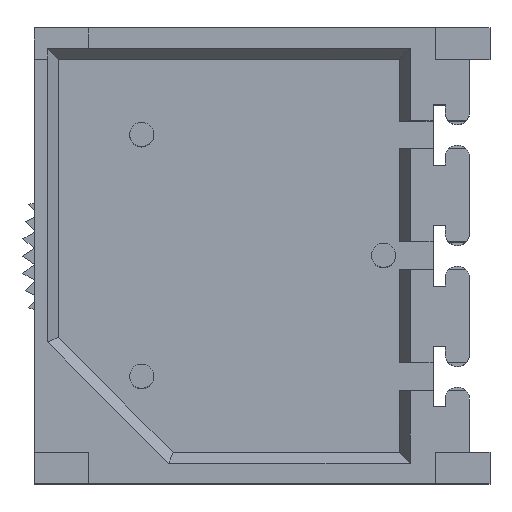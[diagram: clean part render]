
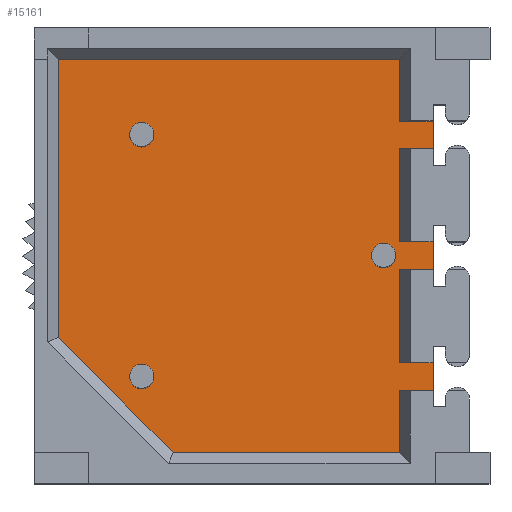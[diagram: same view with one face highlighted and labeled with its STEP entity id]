
A CAD part, top view. The second image highlights one B-rep face of the part: STEP entity #15161.
In plain terms, the highlighted planar face has unit normal (0, 0, 1).
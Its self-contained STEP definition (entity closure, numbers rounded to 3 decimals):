
#32 = FACE_OUTER_BOUND ( 'NONE', #39859, .T. ) ;
#551 = CARTESIAN_POINT ( 'NONE',  ( 3.734, 4.128, 4.176 ) ) ;
#587 = LINE ( 'NONE', #22803, #10891 ) ;
#1928 = VECTOR ( 'NONE', #32076, 1000. ) ;
#2014 = DIRECTION ( 'NONE',  ( 0., -1., 0. ) ) ;
#2152 = ORIENTED_EDGE ( 'NONE', *, *, #14994, .F. ) ;
#2250 = CARTESIAN_POINT ( 'NONE',  ( 3.734, 4.128, 4.176 ) ) ;
#2984 = VECTOR ( 'NONE', #11653, 1000. ) ;
#3217 = VECTOR ( 'NONE', #13216, 1000. ) ;
#4195 = VERTEX_POINT ( 'NONE', #30569 ) ;
#4226 = ORIENTED_EDGE ( 'NONE', *, *, #22076, .F. ) ;
#4353 = DIRECTION ( 'NONE',  ( 0., 1., 0. ) ) ;
#5077 = CARTESIAN_POINT ( 'NONE',  ( 5.207, -0.292, 4.176 ) ) ;
#5103 = ORIENTED_EDGE ( 'NONE', *, *, #27505, .F. ) ;
#5111 = LINE ( 'NONE', #30412, #24637 ) ;
#5346 = EDGE_CURVE ( 'NONE', #15143, #13453, #38057, .T. ) ;
#5466 = ORIENTED_EDGE ( 'NONE', *, *, #24390, .T. ) ;
#5894 = ORIENTED_EDGE ( 'NONE', *, *, #20472, .F. ) ;
#6207 = LINE ( 'NONE', #18891, #1928 ) ;
#6315 = EDGE_CURVE ( 'NONE', #34012, #13410, #5111, .T. ) ;
#6777 = LINE ( 'NONE', #26037, #3217 ) ;
#6927 = ORIENTED_EDGE ( 'NONE', *, *, #37791, .T. ) ;
#7412 = DIRECTION ( 'NONE',  ( -1., 0., 0. ) ) ;
#8100 = CARTESIAN_POINT ( 'NONE',  ( 4.445, 0.635, 4.176 ) ) ;
#8376 = VERTEX_POINT ( 'NONE', #24788 ) ;
#8821 = LINE ( 'NONE', #5077, #26381 ) ;
#9191 = ORIENTED_EDGE ( 'NONE', *, *, #5346, .F. ) ;
#9198 = DIRECTION ( 'NONE',  ( -1., 0., 0. ) ) ;
#9304 = LINE ( 'NONE', #2250, #16735 ) ;
#9503 = CARTESIAN_POINT ( 'NONE',  ( -3.429, 4.128, 4.176 ) ) ;
#9640 = EDGE_CURVE ( 'NONE', #26931, #36464, #6207, .T. ) ;
#9755 = VERTEX_POINT ( 'NONE', #35568 ) ;
#10220 = LINE ( 'NONE', #22908, #17731 ) ;
#10255 = ORIENTED_EDGE ( 'NONE', *, *, #29414, .F. ) ;
#10411 = EDGE_CURVE ( 'NONE', #40461, #9755, #8821, .T. ) ;
#10891 = VECTOR ( 'NONE', #22376, 1000. ) ;
#11653 = DIRECTION ( 'NONE',  ( -1., 0., 0. ) ) ;
#11872 = LINE ( 'NONE', #24540, #39844 ) ;
#13216 = DIRECTION ( 'NONE',  ( 0., 1., 0. ) ) ;
#13410 = VERTEX_POINT ( 'NONE', #33150 ) ;
#13453 = VERTEX_POINT ( 'NONE', #32345 ) ;
#13648 = VECTOR ( 'NONE', #17239, 1000. ) ;
#14830 = CARTESIAN_POINT ( 'NONE',  ( 4.445, -2.248, 4.176 ) ) ;
#14994 = EDGE_CURVE ( 'NONE', #36464, #23168, #30720, .T. ) ;
#15025 = LINE ( 'NONE', #27619, #31467 ) ;
#15143 = VERTEX_POINT ( 'NONE', #34404 ) ;
#15161 = ADVANCED_FACE ( 'NONE', ( #32 ), #40819, .F. ) ;
#15638 = AXIS2_PLACEMENT_3D ( 'NONE', #32728, #32123, #39358 ) ;
#15653 = CARTESIAN_POINT ( 'NONE',  ( 4.445, 2.832, 4.176 ) ) ;
#16735 = VECTOR ( 'NONE', #33728, 1000. ) ;
#16823 = LINE ( 'NONE', #23219, #13648 ) ;
#16944 = VECTOR ( 'NONE', #37660, 1000. ) ;
#17238 = LINE ( 'NONE', #26701, #35670 ) ;
#17239 = DIRECTION ( 'NONE',  ( 1., 0., 0. ) ) ;
#17731 = VECTOR ( 'NONE', #39206, 1000. ) ;
#17785 = ORIENTED_EDGE ( 'NONE', *, *, #25772, .F. ) ;
#18273 = EDGE_CURVE ( 'NONE', #13453, #22927, #23992, .T. ) ;
#18532 = VECTOR ( 'NONE', #7412, 1000. ) ;
#18868 = CARTESIAN_POINT ( 'NONE',  ( 4.445, 1.905, 4.176 ) ) ;
#18891 = CARTESIAN_POINT ( 'NONE',  ( 3.734, -4.128, 4.176 ) ) ;
#19441 = EDGE_CURVE ( 'NONE', #15143, #13410, #34019, .T. ) ;
#20472 = EDGE_CURVE ( 'NONE', #22927, #8376, #9304, .T. ) ;
#20704 = ORIENTED_EDGE ( 'NONE', *, *, #35419, .F. ) ;
#21475 = ORIENTED_EDGE ( 'NONE', *, *, #9640, .F. ) ;
#21642 = CARTESIAN_POINT ( 'NONE',  ( -0.787, -4.128, 4.176 ) ) ;
#22076 = EDGE_CURVE ( 'NONE', #25068, #34012, #17238, .T. ) ;
#22376 = DIRECTION ( 'NONE',  ( -1., 0., 0. ) ) ;
#22803 = CARTESIAN_POINT ( 'NONE',  ( 4.445, -2.832, 4.176 ) ) ;
#22908 = CARTESIAN_POINT ( 'NONE',  ( -3.429, 4.128, 4.176 ) ) ;
#22927 = VERTEX_POINT ( 'NONE', #27365 ) ;
#23168 = VERTEX_POINT ( 'NONE', #37556 ) ;
#23219 = CARTESIAN_POINT ( 'NONE',  ( 5.207, 0.292, 4.176 ) ) ;
#23399 = CARTESIAN_POINT ( 'NONE',  ( 5.207, 2.248, 4.176 ) ) ;
#23413 = CARTESIAN_POINT ( 'NONE',  ( 3.734, -4.128, 4.176 ) ) ;
#23992 = LINE ( 'NONE', #23399, #18532 ) ;
#24136 = LINE ( 'NONE', #30329, #26354 ) ;
#24390 = EDGE_CURVE ( 'NONE', #40461, #35428, #36461, .T. ) ;
#24540 = CARTESIAN_POINT ( 'NONE',  ( -3.429, -1.715, 4.176 ) ) ;
#24637 = VECTOR ( 'NONE', #2014, 1000. ) ;
#24788 = CARTESIAN_POINT ( 'NONE',  ( 3.734, 0.292, 4.176 ) ) ;
#25068 = VERTEX_POINT ( 'NONE', #9503 ) ;
#25123 = VECTOR ( 'NONE', #4353, 1000. ) ;
#25616 = ORIENTED_EDGE ( 'NONE', *, *, #31670, .F. ) ;
#25772 = EDGE_CURVE ( 'NONE', #40270, #25068, #10220, .T. ) ;
#25890 = CARTESIAN_POINT ( 'NONE',  ( 4.445, 0.292, 4.176 ) ) ;
#26037 = CARTESIAN_POINT ( 'NONE',  ( 4.445, -1.905, 4.176 ) ) ;
#26067 = DIRECTION ( 'NONE',  ( 1., 0., 0. ) ) ;
#26318 = CARTESIAN_POINT ( 'NONE',  ( 4.445, -0.292, 4.176 ) ) ;
#26354 = VECTOR ( 'NONE', #39836, 1000. ) ;
#26381 = VECTOR ( 'NONE', #36749, 1000. ) ;
#26701 = CARTESIAN_POINT ( 'NONE',  ( 3.962, 4.128, 4.176 ) ) ;
#26931 = VERTEX_POINT ( 'NONE', #37684 ) ;
#27365 = CARTESIAN_POINT ( 'NONE',  ( 3.734, 2.248, 4.176 ) ) ;
#27505 = EDGE_CURVE ( 'NONE', #8376, #35428, #16823, .T. ) ;
#27606 = DIRECTION ( 'NONE',  ( -0.707, 0.707, 0. ) ) ;
#27619 = CARTESIAN_POINT ( 'NONE',  ( 3.734, 4.128, 4.176 ) ) ;
#29126 = VECTOR ( 'NONE', #9198, 1000. ) ;
#29414 = EDGE_CURVE ( 'NONE', #32152, #26931, #587, .T. ) ;
#29519 = CARTESIAN_POINT ( 'NONE',  ( -3.429, -1.715, 4.176 ) ) ;
#30318 = CARTESIAN_POINT ( 'NONE',  ( 4.445, -2.832, 4.176 ) ) ;
#30329 = CARTESIAN_POINT ( 'NONE',  ( 5.207, -2.248, 4.176 ) ) ;
#30412 = CARTESIAN_POINT ( 'NONE',  ( 3.734, 2.832, 4.176 ) ) ;
#30569 = CARTESIAN_POINT ( 'NONE',  ( 3.734, -2.248, 4.176 ) ) ;
#30720 = LINE ( 'NONE', #21642, #2984 ) ;
#31270 = ORIENTED_EDGE ( 'NONE', *, *, #6315, .F. ) ;
#31467 = VECTOR ( 'NONE', #33989, 1000. ) ;
#31670 = EDGE_CURVE ( 'NONE', #9755, #4195, #15025, .T. ) ;
#32076 = DIRECTION ( 'NONE',  ( 0., -1., 0. ) ) ;
#32123 = DIRECTION ( 'NONE',  ( 0., 0., -1. ) ) ;
#32152 = VERTEX_POINT ( 'NONE', #30318 ) ;
#32345 = CARTESIAN_POINT ( 'NONE',  ( 4.445, 2.248, 4.176 ) ) ;
#32728 = CARTESIAN_POINT ( 'NONE',  ( 5.207, 4.128, 4.176 ) ) ;
#33150 = CARTESIAN_POINT ( 'NONE',  ( 3.734, 2.832, 4.176 ) ) ;
#33437 = EDGE_CURVE ( 'NONE', #4195, #34433, #24136, .T. ) ;
#33458 = ORIENTED_EDGE ( 'NONE', *, *, #10411, .F. ) ;
#33728 = DIRECTION ( 'NONE',  ( 0., -1., 0. ) ) ;
#33989 = DIRECTION ( 'NONE',  ( 0., -1., 0. ) ) ;
#34012 = VERTEX_POINT ( 'NONE', #551 ) ;
#34019 = LINE ( 'NONE', #15653, #29126 ) ;
#34366 = ORIENTED_EDGE ( 'NONE', *, *, #19441, .T. ) ;
#34404 = CARTESIAN_POINT ( 'NONE',  ( 4.445, 2.832, 4.176 ) ) ;
#34433 = VERTEX_POINT ( 'NONE', #14830 ) ;
#35419 = EDGE_CURVE ( 'NONE', #23168, #40270, #11872, .T. ) ;
#35428 = VERTEX_POINT ( 'NONE', #25890 ) ;
#35568 = CARTESIAN_POINT ( 'NONE',  ( 3.734, -0.292, 4.176 ) ) ;
#35670 = VECTOR ( 'NONE', #26067, 1000. ) ;
#35835 = ORIENTED_EDGE ( 'NONE', *, *, #33437, .F. ) ;
#36461 = LINE ( 'NONE', #8100, #25123 ) ;
#36464 = VERTEX_POINT ( 'NONE', #23413 ) ;
#36749 = DIRECTION ( 'NONE',  ( -1., 0., 0. ) ) ;
#37556 = CARTESIAN_POINT ( 'NONE',  ( -1.016, -4.128, 4.176 ) ) ;
#37660 = DIRECTION ( 'NONE',  ( 0., -1., 0. ) ) ;
#37684 = CARTESIAN_POINT ( 'NONE',  ( 3.734, -2.832, 4.176 ) ) ;
#37791 = EDGE_CURVE ( 'NONE', #32152, #34433, #6777, .T. ) ;
#38057 = LINE ( 'NONE', #18868, #16944 ) ;
#39206 = DIRECTION ( 'NONE',  ( 0., 1., 0. ) ) ;
#39358 = DIRECTION ( 'NONE',  ( -1., 0., 0. ) ) ;
#39836 = DIRECTION ( 'NONE',  ( 1., 0., 0. ) ) ;
#39844 = VECTOR ( 'NONE', #27606, 1000. ) ;
#39859 = EDGE_LOOP ( 'NONE', ( #5103, #5894, #40100, #9191, #34366, #31270, #4226, #17785, #20704, #2152, #21475, #10255, #6927, #35835, #25616, #33458, #5466 ) ) ;
#40100 = ORIENTED_EDGE ( 'NONE', *, *, #18273, .F. ) ;
#40270 = VERTEX_POINT ( 'NONE', #29519 ) ;
#40461 = VERTEX_POINT ( 'NONE', #26318 ) ;
#40819 = PLANE ( 'NONE',  #15638 ) ;
